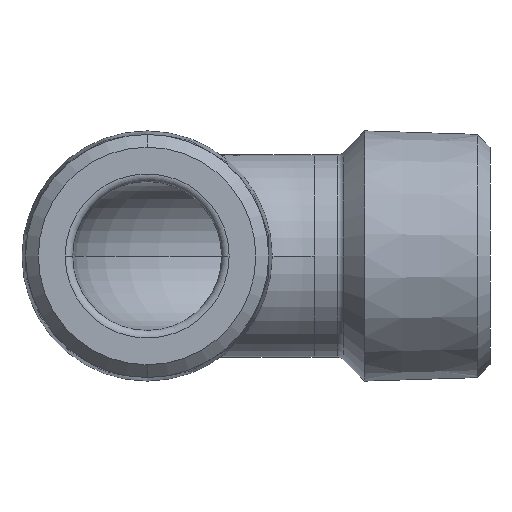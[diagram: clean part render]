
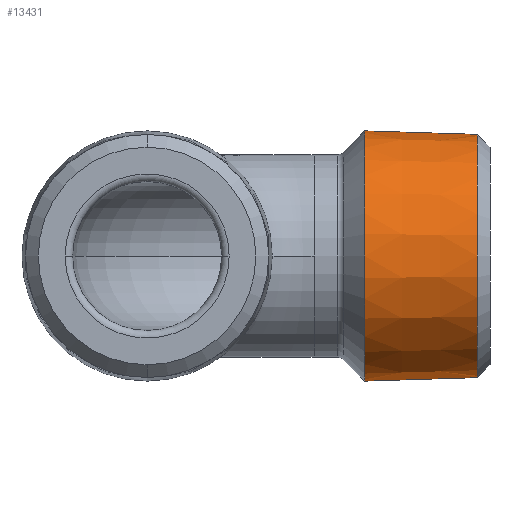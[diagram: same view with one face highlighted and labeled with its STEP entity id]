
A CAD part, front view. The second image highlights one B-rep face of the part: STEP entity #13431.
In plain terms, the highlighted conical face has half-angle 1.79 degrees and reference radius 8.33 mm.
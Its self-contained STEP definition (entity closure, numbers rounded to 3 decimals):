
#579 = VECTOR ( 'NONE', #8931, 1000. ) ;
#702 = ORIENTED_EDGE ( 'NONE', *, *, #1271, .T. ) ;
#1271 = EDGE_CURVE ( 'NONE', #8210, #12584, #5077, .T. ) ;
#2002 = DIRECTION ( 'NONE',  ( -1., 0., 0. ) ) ;
#2426 = CIRCLE ( 'NONE', #7557, 8.157 ) ;
#2814 = VECTOR ( 'NONE', #5816, 1000. ) ;
#3564 = CARTESIAN_POINT ( 'NONE',  ( 16.6, 0., -8.33 ) ) ;
#3967 = CARTESIAN_POINT ( 'NONE',  ( 14.593, 0., 0. ) ) ;
#4112 = CARTESIAN_POINT ( 'NONE',  ( 16.6, 0., 0. ) ) ;
#5077 = LINE ( 'NONE', #5701, #579 ) ;
#5541 = CARTESIAN_POINT ( 'NONE',  ( 22.14, 0., 0. ) ) ;
#5574 = CARTESIAN_POINT ( 'NONE',  ( 14.593, 0., 8.393 ) ) ;
#5701 = CARTESIAN_POINT ( 'NONE',  ( 16.6, 0., 8.33 ) ) ;
#5816 = DIRECTION ( 'NONE',  ( -1., 0., -0.031 ) ) ;
#5966 = DIRECTION ( 'NONE',  ( 0., 0., 1. ) ) ;
#6082 = EDGE_LOOP ( 'NONE', ( #6890, #9277, #702, #10659 ) ) ;
#6086 = EDGE_CURVE ( 'NONE', #11023, #11138, #12998, .T. ) ;
#6635 = DIRECTION ( 'NONE',  ( -1., 0., 0. ) ) ;
#6890 = ORIENTED_EDGE ( 'NONE', *, *, #6086, .F. ) ;
#7557 = AXIS2_PLACEMENT_3D ( 'NONE', #5541, #6635, #10047 ) ;
#8074 = FACE_OUTER_BOUND ( 'NONE', #6082, .T. ) ;
#8210 = VERTEX_POINT ( 'NONE', #10432 ) ;
#8931 = DIRECTION ( 'NONE',  ( -1., 0., 0.031 ) ) ;
#9238 = EDGE_CURVE ( 'NONE', #11138, #12584, #12532, .T. ) ;
#9277 = ORIENTED_EDGE ( 'NONE', *, *, #12244, .T. ) ;
#9723 = DIRECTION ( 'NONE',  ( 0., 0., 1. ) ) ;
#10047 = DIRECTION ( 'NONE',  ( 0., 0., 1. ) ) ;
#10432 = CARTESIAN_POINT ( 'NONE',  ( 22.14, 0., 8.157 ) ) ;
#10659 = ORIENTED_EDGE ( 'NONE', *, *, #9238, .F. ) ;
#10919 = AXIS2_PLACEMENT_3D ( 'NONE', #4112, #2002, #9723 ) ;
#11023 = VERTEX_POINT ( 'NONE', #14245 ) ;
#11138 = VERTEX_POINT ( 'NONE', #12269 ) ;
#11652 = DIRECTION ( 'NONE',  ( -1., 0., 0. ) ) ;
#12244 = EDGE_CURVE ( 'NONE', #11023, #8210, #2426, .T. ) ;
#12269 = CARTESIAN_POINT ( 'NONE',  ( 14.593, 0., -8.393 ) ) ;
#12532 = CIRCLE ( 'NONE', #14190, 8.393 ) ;
#12584 = VERTEX_POINT ( 'NONE', #5574 ) ;
#12998 = LINE ( 'NONE', #3564, #2814 ) ;
#13431 = ADVANCED_FACE ( 'NONE', ( #8074 ), #13778, .T. ) ;
#13778 = CONICAL_SURFACE ( 'NONE', #10919, 8.33, 0.031 ) ;
#14190 = AXIS2_PLACEMENT_3D ( 'NONE', #3967, #11652, #5966 ) ;
#14245 = CARTESIAN_POINT ( 'NONE',  ( 22.14, 0., -8.157 ) ) ;
